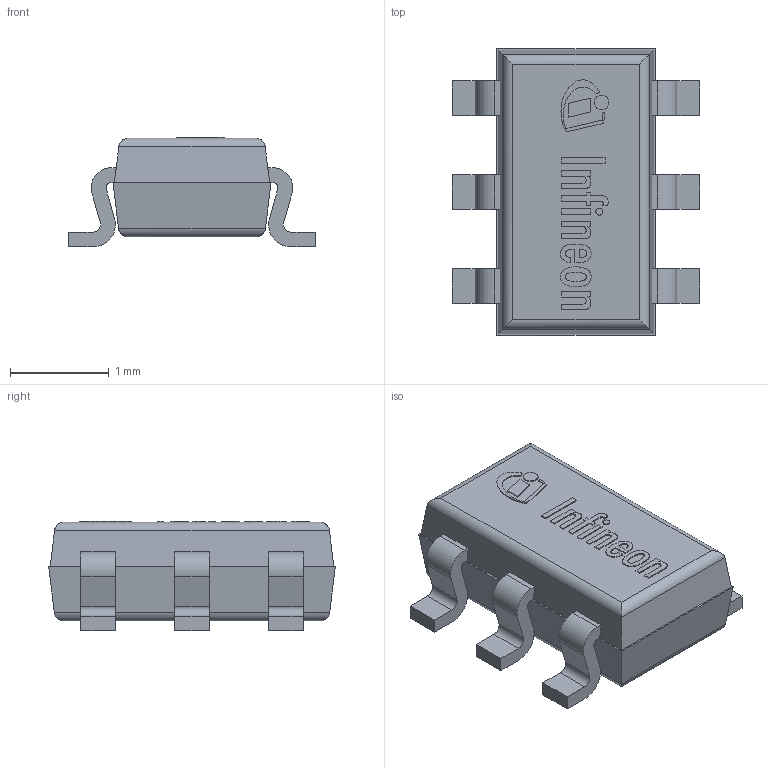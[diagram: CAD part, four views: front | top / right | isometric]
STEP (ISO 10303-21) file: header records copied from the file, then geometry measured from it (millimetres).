
FILE_DESCRIPTION(/* description */ (''),/* implementation_level */ '2;1');
FILE_NAME(/* name */ 'PG-TSOP6-6-5_Z8B00001946_V05_3D.stp',/* time_stamp */ '2021-03-02T21:13:07+06:00',/* author */ ('janartha'),/* organization */ (''),/* preprocessor_version */ 'ST-DEVELOPER v16.13',/* originating_system */ 'AutoCAD Mechanical',/* authorisation */ '');
FILE_SCHEMA (('AUTOMOTIVE_DESIGN { 1 0 10303 214 3 1 1 }'));
Length unit declared in the file: millimetre
Products named in the file (1): Product
Bounding box: 2.5 x 2.9 x 1.11 mm (x, y, z)
Volume: 4.6 mm3; surface area: 24.6 mm2
Topology: 19 solids, 19 shells, 306 faces, 793 edges, 526 vertices
Faces by surface type: plane 158, cylinder 148
Full cylindrical faces by diameter (mm): 0.071 x1, 0.146 x1
Entity records: 9440 total; most frequent: DIRECTION 1693, CARTESIAN_POINT 1624, ORIENTED_EDGE 1582, EDGE_CURVE 791, AXIS2_PLACEMENT_3D 595, VERTEX_POINT 526, LINE 503, VECTOR 503
